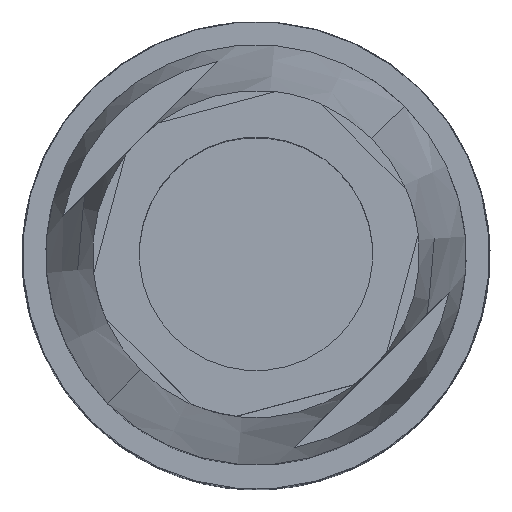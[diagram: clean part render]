
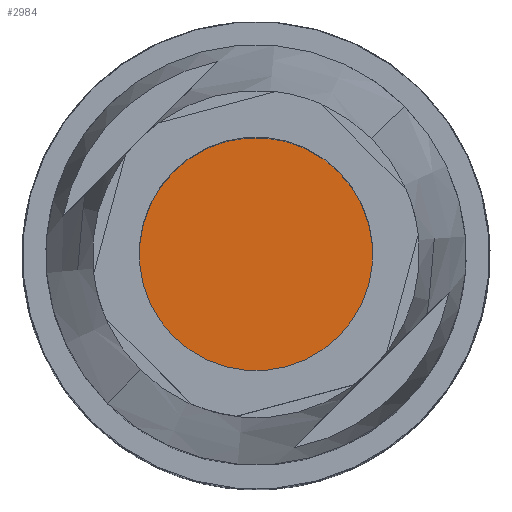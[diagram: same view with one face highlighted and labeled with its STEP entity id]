
A CAD part, top view. The second image highlights one B-rep face of the part: STEP entity #2984.
In plain terms, the highlighted planar face has unit normal (0, 0, 1).
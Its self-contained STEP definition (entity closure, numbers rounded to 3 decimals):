
#2941=AXIS2_PLACEMENT_3D('Circle Axis2P3D',#2939,#2940,$) ;
#2965=AXIS2_PLACEMENT_3D('Circle Axis2P3D',#2963,#2964,$) ;
#2978=AXIS2_PLACEMENT_3D('Plane Axis2P3D',#2975,#2976,#2977) ;
#2936=CARTESIAN_POINT('Vertex',(5.075,5.075,16.3)) ;
#2939=CARTESIAN_POINT('Axis2P3D Location',(10.025,10.025,16.3)) ;
#2943=CARTESIAN_POINT('Vertex',(14.975,14.975,16.3)) ;
#2963=CARTESIAN_POINT('Axis2P3D Location',(10.025,10.025,16.3)) ;
#2975=CARTESIAN_POINT('Axis2P3D Location',(6.489,6.489,16.3)) ;
#2940=DIRECTION('Axis2P3D Direction',(0.,0.,1.)) ;
#2964=DIRECTION('Axis2P3D Direction',(0.,0.,1.)) ;
#2976=DIRECTION('Axis2P3D Direction',(0.,0.,1.)) ;
#2977=DIRECTION('Axis2P3D XDirection',(-0.707,-0.707,0.)) ;
#2981=ORIENTED_EDGE('',*,*,#2967,.T.) ;
#2982=ORIENTED_EDGE('',*,*,#2945,.T.) ;
#2984=ADVANCED_FACE('Hauptkoerper',(#2983),#2979,.T.) ;
#2942=CIRCLE('generated circle',#2941,7.) ;
#2966=CIRCLE('generated circle',#2965,7.) ;
#2945=EDGE_CURVE('',#2944,#2937,#2942,.T.) ;
#2967=EDGE_CURVE('',#2937,#2944,#2966,.T.) ;
#2980=EDGE_LOOP('',(#2981,#2982)) ;
#2983=FACE_OUTER_BOUND('',#2980,.T.) ;
#2979=PLANE('',#2978) ;
#2937=VERTEX_POINT('',#2936) ;
#2944=VERTEX_POINT('',#2943) ;
